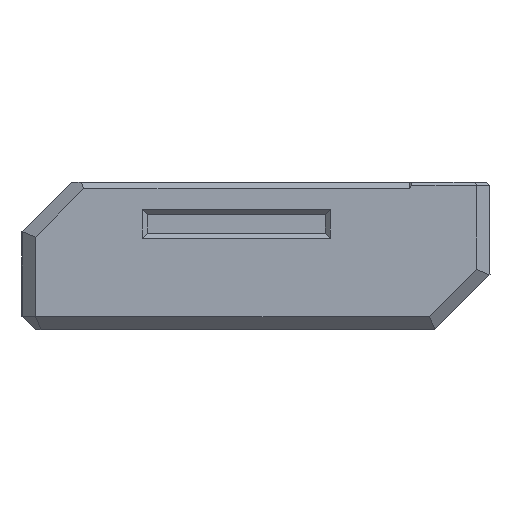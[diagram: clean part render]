
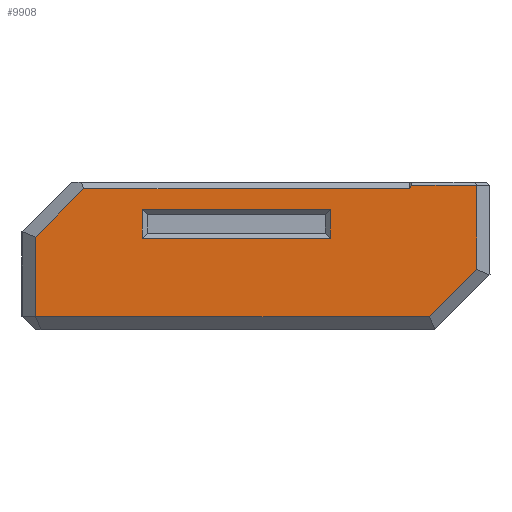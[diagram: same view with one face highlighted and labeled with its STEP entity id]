
A CAD part, front view. The second image highlights one B-rep face of the part: STEP entity #9908.
In plain terms, the highlighted planar face has unit normal (0, -1, 0).
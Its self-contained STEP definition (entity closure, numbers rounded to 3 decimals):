
#265=FACE_BOUND('',#2031,.T.);
#1403=FACE_OUTER_BOUND('',#2030,.T.);
#2030=EDGE_LOOP('',(#8100,#8101,#8102,#8103,#8104,#8105,#8106,#8107));
#2031=EDGE_LOOP('',(#8108,#8109,#8110,#8111));
#2670=LINE('',#23917,#3494);
#2671=LINE('',#23920,#3495);
#2673=LINE('',#23924,#3497);
#2674=LINE('',#23926,#3498);
#2675=LINE('',#23928,#3499);
#2676=LINE('',#23930,#3500);
#2677=LINE('',#23932,#3501);
#2678=LINE('',#23933,#3502);
#2679=LINE('',#23936,#3503);
#2680=LINE('',#23938,#3504);
#2681=LINE('',#23940,#3505);
#2682=LINE('',#23941,#3506);
#3494=VECTOR('',#11339,10.);
#3495=VECTOR('',#11342,10.);
#3497=VECTOR('',#11346,10.);
#3498=VECTOR('',#11347,1000.);
#3499=VECTOR('',#11348,1000.);
#3500=VECTOR('',#11349,10.);
#3501=VECTOR('',#11350,10.);
#3502=VECTOR('',#11351,1000.);
#3503=VECTOR('',#11352,10.);
#3504=VECTOR('',#11353,10.);
#3505=VECTOR('',#11354,10.);
#3506=VECTOR('',#11355,10.);
#4513=VERTEX_POINT('',#23911);
#4515=VERTEX_POINT('',#23915);
#4516=VERTEX_POINT('',#23919);
#4517=VERTEX_POINT('',#23923);
#4518=VERTEX_POINT('',#23925);
#4519=VERTEX_POINT('',#23927);
#4520=VERTEX_POINT('',#23929);
#4521=VERTEX_POINT('',#23931);
#4522=VERTEX_POINT('',#23934);
#4523=VERTEX_POINT('',#23935);
#4524=VERTEX_POINT('',#23937);
#4525=VERTEX_POINT('',#23939);
#5756=EDGE_CURVE('',#4515,#4513,#2670,.T.);
#5757=EDGE_CURVE('',#4516,#4513,#2671,.T.);
#5759=EDGE_CURVE('',#4517,#4515,#2673,.T.);
#5760=EDGE_CURVE('',#4517,#4518,#2674,.F.);
#5761=EDGE_CURVE('',#4518,#4519,#2675,.T.);
#5762=EDGE_CURVE('',#4520,#4519,#2676,.T.);
#5763=EDGE_CURVE('',#4521,#4520,#2677,.T.);
#5764=EDGE_CURVE('',#4521,#4516,#2678,.T.);
#5765=EDGE_CURVE('',#4522,#4523,#2679,.T.);
#5766=EDGE_CURVE('',#4524,#4523,#2680,.T.);
#5767=EDGE_CURVE('',#4524,#4525,#2681,.T.);
#5768=EDGE_CURVE('',#4522,#4525,#2682,.T.);
#8100=ORIENTED_EDGE('',*,*,#5756,.F.);
#8101=ORIENTED_EDGE('',*,*,#5759,.F.);
#8102=ORIENTED_EDGE('',*,*,#5760,.T.);
#8103=ORIENTED_EDGE('',*,*,#5761,.T.);
#8104=ORIENTED_EDGE('',*,*,#5762,.F.);
#8105=ORIENTED_EDGE('',*,*,#5763,.F.);
#8106=ORIENTED_EDGE('',*,*,#5764,.T.);
#8107=ORIENTED_EDGE('',*,*,#5757,.T.);
#8108=ORIENTED_EDGE('',*,*,#5765,.T.);
#8109=ORIENTED_EDGE('',*,*,#5766,.F.);
#8110=ORIENTED_EDGE('',*,*,#5767,.T.);
#8111=ORIENTED_EDGE('',*,*,#5768,.F.);
#9388=PLANE('',#10314);
#9908=ADVANCED_FACE('',(#1403,#265),#9388,.T.);
#10314=AXIS2_PLACEMENT_3D('',#23922,#11344,#11345);
#11339=DIRECTION('',(-0.707,0.,-0.707));
#11342=DIRECTION('',(1.,0.,0.));
#11344=DIRECTION('center_axis',(0.,-1.,0.));
#11345=DIRECTION('ref_axis',(0.5,0.,0.866));
#11346=DIRECTION('',(0.,0.,-1.));
#11347=DIRECTION('',(1.,0.,0.));
#11348=DIRECTION('',(-0.577,0.,-0.816));
#11349=DIRECTION('',(1.,0.,0.));
#11350=DIRECTION('',(0.707,0.,0.707));
#11351=DIRECTION('',(0.,0.,-1.));
#11352=DIRECTION('',(0.,0.,1.));
#11353=DIRECTION('',(-1.,0.,0.));
#11354=DIRECTION('',(0.,0.,-1.));
#11355=DIRECTION('',(1.,0.,0.));
#23911=CARTESIAN_POINT('',(22.989,-77.5,-10.5));
#23915=CARTESIAN_POINT('',(30.,-77.5,-3.489));
#23917=CARTESIAN_POINT('',(15.219,-77.5,-18.269));
#23919=CARTESIAN_POINT('',(-35.6,-77.5,-10.5));
#23920=CARTESIAN_POINT('',(17.,-77.5,-10.5));
#23922=CARTESIAN_POINT('Origin',(-37.6,-77.5,0.));
#23923=CARTESIAN_POINT('',(30.,-77.5,9.));
#23924=CARTESIAN_POINT('',(30.,-77.5,8.15));
#23925=CARTESIAN_POINT('',(20.354,-77.5,9.));
#23926=CARTESIAN_POINT('',(-28.,-77.5,9.));
#23927=CARTESIAN_POINT('',(20.,-77.5,8.5));
#23928=CARTESIAN_POINT('',(3.529,-77.5,-14.794));
#23929=CARTESIAN_POINT('',(-28.393,-77.5,8.5));
#23930=CARTESIAN_POINT('',(-20.2,-77.5,8.5));
#23931=CARTESIAN_POINT('',(-35.6,-77.5,1.293));
#23932=CARTESIAN_POINT('',(-37.246,-77.5,-0.354));
#23933=CARTESIAN_POINT('',(-35.6,-77.5,6.));
#23934=CARTESIAN_POINT('',(-19.75,-77.5,1.15));
#23935=CARTESIAN_POINT('',(-19.75,-77.5,5.4));
#23936=CARTESIAN_POINT('',(-19.75,-77.5,3.975));
#23937=CARTESIAN_POINT('',(8.25,-77.5,5.4));
#23938=CARTESIAN_POINT('',(-15.,-77.5,5.4));
#23939=CARTESIAN_POINT('',(8.25,-77.5,1.15));
#23940=CARTESIAN_POINT('',(8.25,-77.5,5.3));
#23941=CARTESIAN_POINT('',(-24.5,-77.5,1.15));
